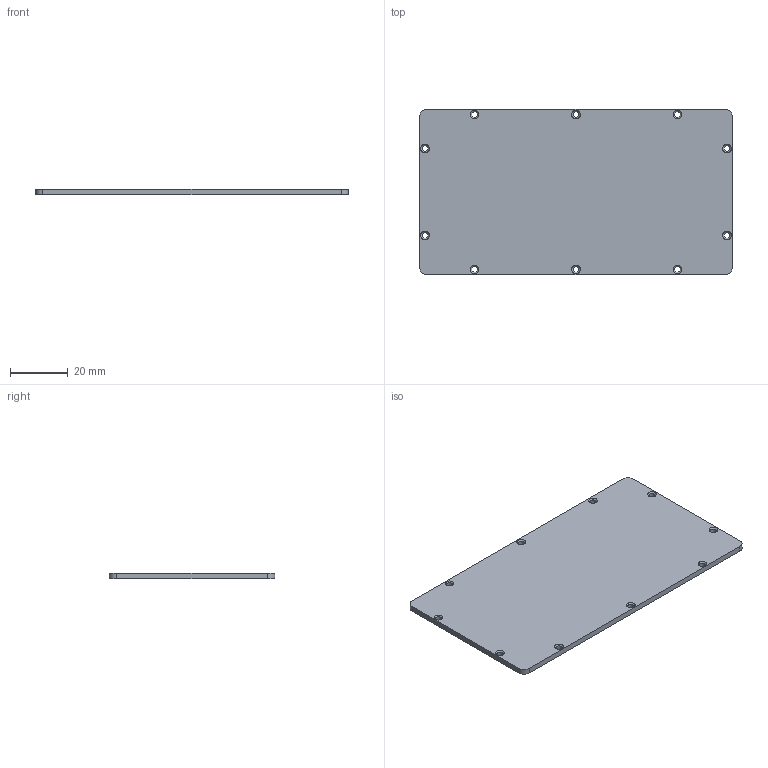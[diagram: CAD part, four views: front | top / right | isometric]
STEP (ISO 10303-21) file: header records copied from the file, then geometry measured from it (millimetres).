
FILE_DESCRIPTION(('FreeCAD Model'),'2;1');
FILE_NAME('ME18004.step','2018-09-07T22:27:15',( 'Author'),(''),'Open CASCADE STEP processor 7.2','FreeCAD','Unknown' );
FILE_SCHEMA(('AUTOMOTIVE_DESIGN { 1 0 10303 214 1 1 1 1 }'));
Length unit declared in the file: millimetre
Products named in the file (1): Hole
Bounding box: 107.9 x 57.1 x 2 mm (x, y, z)
Volume: 12234.5 mm3; surface area: 13010.8 mm2
Topology: 1 solids, 1 shells, 30 faces, 74 edges, 46 vertices
Faces by surface type: cylinder 14, cone 10, plane 6
Full cylindrical faces by diameter (mm): 2.1 x10
Entity records: 1973 total; most frequent: CARTESIAN_POINT 407, DIRECTION 304, LINE 156, VECTOR 156, ORIENTED_EDGE 148, PCURVE 148, DEFINITIONAL_REPRESENTATION 148, EDGE_CURVE 74
